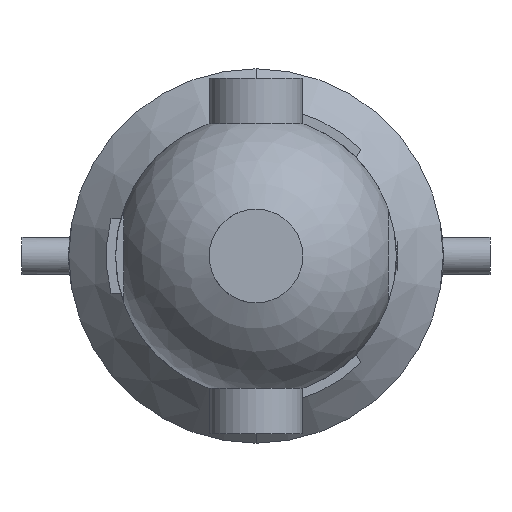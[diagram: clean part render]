
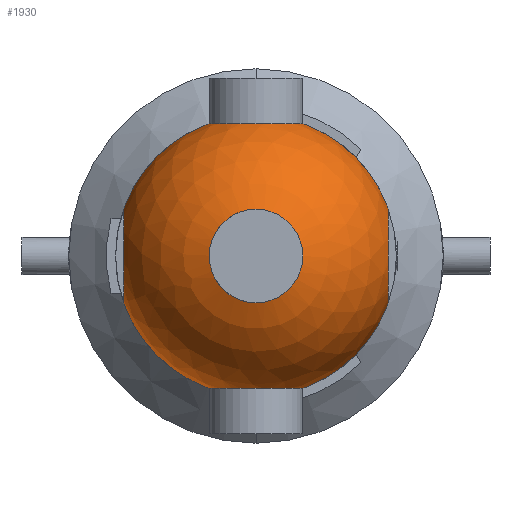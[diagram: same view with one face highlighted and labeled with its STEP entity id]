
A CAD part, front view. The second image highlights one B-rep face of the part: STEP entity #1930.
In plain terms, the highlighted spherical face has radius 15 mm.
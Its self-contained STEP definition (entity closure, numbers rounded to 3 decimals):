
#18 = ORIENTED_EDGE ( 'NONE', *, *, #1472, .T. ) ;
#53 = DIRECTION ( 'NONE',  ( 0., 1., 0. ) ) ;
#145 = CARTESIAN_POINT ( 'NONE',  ( 0., 0., 14.142 ) ) ;
#181 = AXIS2_PLACEMENT_3D ( 'NONE', #2538, #544, #2081 ) ;
#266 = CARTESIAN_POINT ( 'NONE',  ( -14.142, 0., 0. ) ) ;
#277 = FACE_OUTER_BOUND ( 'NONE', #2812, .T. ) ;
#309 = DIRECTION ( 'NONE',  ( 1., 0., 0. ) ) ;
#330 = DIRECTION ( 'NONE',  ( 0., 0., 1. ) ) ;
#358 = AXIS2_PLACEMENT_3D ( 'NONE', #1208, #53, #709 ) ;
#417 = EDGE_LOOP ( 'NONE', ( #1938, #1079 ) ) ;
#431 = DIRECTION ( 'NONE',  ( 0., 0., 1. ) ) ;
#448 = ORIENTED_EDGE ( 'NONE', *, *, #1957, .F. ) ;
#467 = CARTESIAN_POINT ( 'NONE',  ( 5., 0., -14.142 ) ) ;
#474 = VERTEX_POINT ( 'NONE', #1881 ) ;
#498 = AXIS2_PLACEMENT_3D ( 'NONE', #145, #330, #808 ) ;
#509 = DIRECTION ( 'NONE',  ( 0., 1., 0. ) ) ;
#525 = DIRECTION ( 'NONE',  ( 0., -1., 0. ) ) ;
#536 = DIRECTION ( 'NONE',  ( 0., -1., 0. ) ) ;
#544 = DIRECTION ( 'NONE',  ( 0., 0., -1. ) ) ;
#552 = VERTEX_POINT ( 'NONE', #2082 ) ;
#557 = CARTESIAN_POINT ( 'NONE',  ( 0., 0., 0. ) ) ;
#593 = CARTESIAN_POINT ( 'NONE',  ( -5., 0., -14.142 ) ) ;
#600 = EDGE_CURVE ( 'NONE', #2631, #2435, #1059, .T. ) ;
#627 = AXIS2_PLACEMENT_3D ( 'NONE', #2124, #525, #731 ) ;
#687 = VERTEX_POINT ( 'NONE', #2579 ) ;
#699 = VERTEX_POINT ( 'NONE', #1812 ) ;
#709 = DIRECTION ( 'NONE',  ( -1., 0., 0. ) ) ;
#731 = DIRECTION ( 'NONE',  ( 0., 0., -1. ) ) ;
#753 = DIRECTION ( 'NONE',  ( -1., 0., 0. ) ) ;
#755 = ORIENTED_EDGE ( 'NONE', *, *, #1543, .F. ) ;
#765 = AXIS2_PLACEMENT_3D ( 'NONE', #266, #2059, #1152 ) ;
#808 = DIRECTION ( 'NONE',  ( -1., 0., 0. ) ) ;
#982 = CARTESIAN_POINT ( 'NONE',  ( 14.142, 0., -5. ) ) ;
#1037 = AXIS2_PLACEMENT_3D ( 'NONE', #2501, #509, #753 ) ;
#1059 = CIRCLE ( 'NONE', #181, 5. ) ;
#1079 = ORIENTED_EDGE ( 'NONE', *, *, #1719, .T. ) ;
#1141 = CIRCLE ( 'NONE', #1231, 5. ) ;
#1142 = CIRCLE ( 'NONE', #765, 5. ) ;
#1152 = DIRECTION ( 'NONE',  ( 0., 0., -1. ) ) ;
#1169 = DIRECTION ( 'NONE',  ( -1., 0., 0. ) ) ;
#1193 = SPHERICAL_SURFACE ( 'NONE', #1037, 15. ) ;
#1208 = CARTESIAN_POINT ( 'NONE',  ( 0., 0., 0. ) ) ;
#1231 = AXIS2_PLACEMENT_3D ( 'NONE', #1346, #1327, #431 ) ;
#1327 = DIRECTION ( 'NONE',  ( 0., 1., 0. ) ) ;
#1346 = CARTESIAN_POINT ( 'NONE',  ( 0., -14.142, 0. ) ) ;
#1387 = CARTESIAN_POINT ( 'NONE',  ( 0., -14.142, 0. ) ) ;
#1396 = EDGE_CURVE ( 'NONE', #2836, #2631, #2758, .T. ) ;
#1424 = DIRECTION ( 'NONE',  ( 0., 0., -1. ) ) ;
#1440 = CARTESIAN_POINT ( 'NONE',  ( 0., 0., 0. ) ) ;
#1467 = CIRCLE ( 'NONE', #2670, 5. ) ;
#1472 = EDGE_CURVE ( 'NONE', #552, #2060, #1893, .T. ) ;
#1506 = EDGE_CURVE ( 'NONE', #474, #2434, #1467, .T. ) ;
#1516 = AXIS2_PLACEMENT_3D ( 'NONE', #557, #2332, #1169 ) ;
#1543 = EDGE_CURVE ( 'NONE', #1945, #2836, #2169, .T. ) ;
#1545 = ORIENTED_EDGE ( 'NONE', *, *, #2287, .F. ) ;
#1621 = DIRECTION ( 'NONE',  ( 0., 1., 0. ) ) ;
#1644 = CARTESIAN_POINT ( 'NONE',  ( 14.142, 0., 5. ) ) ;
#1652 = EDGE_CURVE ( 'NONE', #687, #2435, #2343, .T. ) ;
#1678 = CARTESIAN_POINT ( 'NONE',  ( -14.142, 0., 5. ) ) ;
#1719 = EDGE_CURVE ( 'NONE', #2434, #474, #1141, .T. ) ;
#1812 = CARTESIAN_POINT ( 'NONE',  ( 5., 0., 14.142 ) ) ;
#1848 = ORIENTED_EDGE ( 'NONE', *, *, #1396, .F. ) ;
#1864 = DIRECTION ( 'NONE',  ( 0., 0., 1. ) ) ;
#1881 = CARTESIAN_POINT ( 'NONE',  ( 0., -14.142, 5. ) ) ;
#1893 = CIRCLE ( 'NONE', #627, 15. ) ;
#1930 = ADVANCED_FACE ( 'NONE', ( #277, #2755 ), #1193, .T. ) ;
#1938 = ORIENTED_EDGE ( 'NONE', *, *, #1506, .T. ) ;
#1945 = VERTEX_POINT ( 'NONE', #1644 ) ;
#1957 = EDGE_CURVE ( 'NONE', #687, #2060, #1142, .T. ) ;
#2059 = DIRECTION ( 'NONE',  ( -1., 0., 0. ) ) ;
#2060 = VERTEX_POINT ( 'NONE', #1678 ) ;
#2081 = DIRECTION ( 'NONE',  ( 1., 0., 0. ) ) ;
#2082 = CARTESIAN_POINT ( 'NONE',  ( -5., 0., 14.142 ) ) ;
#2083 = CIRCLE ( 'NONE', #498, 5. ) ;
#2124 = CARTESIAN_POINT ( 'NONE',  ( 0., 0., 0. ) ) ;
#2169 = CIRCLE ( 'NONE', #2480, 5. ) ;
#2254 = ORIENTED_EDGE ( 'NONE', *, *, #600, .F. ) ;
#2285 = DIRECTION ( 'NONE',  ( 0., 0., 1. ) ) ;
#2287 = EDGE_CURVE ( 'NONE', #699, #1945, #2298, .T. ) ;
#2298 = CIRCLE ( 'NONE', #358, 15. ) ;
#2332 = DIRECTION ( 'NONE',  ( 0., 1., 0. ) ) ;
#2343 = CIRCLE ( 'NONE', #2439, 15. ) ;
#2404 = ORIENTED_EDGE ( 'NONE', *, *, #2448, .F. ) ;
#2434 = VERTEX_POINT ( 'NONE', #2541 ) ;
#2435 = VERTEX_POINT ( 'NONE', #593 ) ;
#2439 = AXIS2_PLACEMENT_3D ( 'NONE', #1440, #536, #1424 ) ;
#2448 = EDGE_CURVE ( 'NONE', #552, #699, #2083, .T. ) ;
#2480 = AXIS2_PLACEMENT_3D ( 'NONE', #2505, #309, #2285 ) ;
#2501 = CARTESIAN_POINT ( 'NONE',  ( 0., 0., 0. ) ) ;
#2505 = CARTESIAN_POINT ( 'NONE',  ( 14.142, 0., 0. ) ) ;
#2538 = CARTESIAN_POINT ( 'NONE',  ( 0., 0., -14.142 ) ) ;
#2541 = CARTESIAN_POINT ( 'NONE',  ( 0., -14.142, -5. ) ) ;
#2579 = CARTESIAN_POINT ( 'NONE',  ( -14.142, 0., -5. ) ) ;
#2631 = VERTEX_POINT ( 'NONE', #467 ) ;
#2670 = AXIS2_PLACEMENT_3D ( 'NONE', #1387, #1621, #1864 ) ;
#2672 = ORIENTED_EDGE ( 'NONE', *, *, #1652, .T. ) ;
#2755 = FACE_BOUND ( 'NONE', #417, .T. ) ;
#2758 = CIRCLE ( 'NONE', #1516, 15. ) ;
#2812 = EDGE_LOOP ( 'NONE', ( #1545, #2404, #18, #448, #2672, #2254, #1848, #755 ) ) ;
#2836 = VERTEX_POINT ( 'NONE', #982 ) ;
